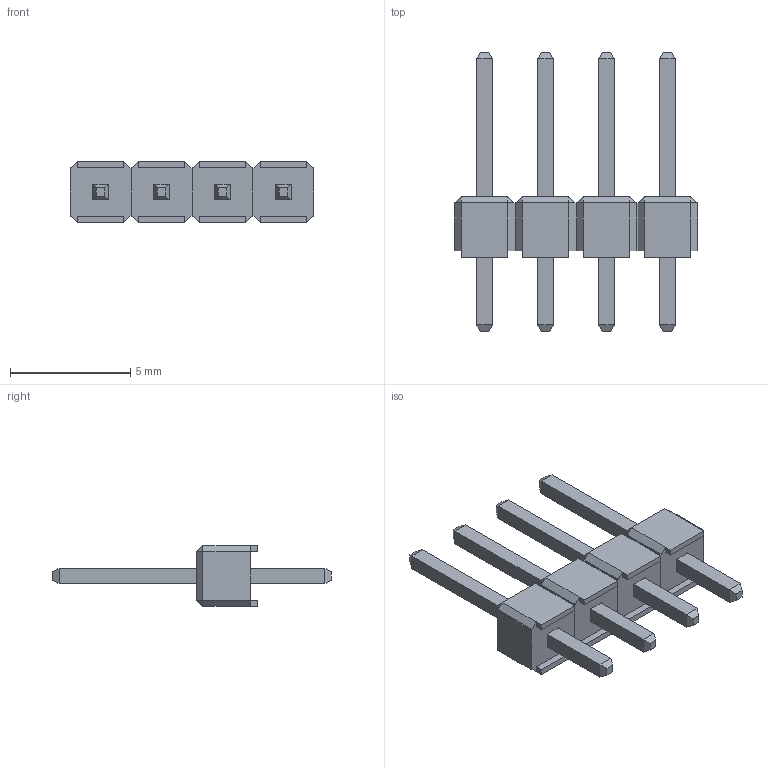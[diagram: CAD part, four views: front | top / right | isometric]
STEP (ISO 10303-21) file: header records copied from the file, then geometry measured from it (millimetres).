
FILE_DESCRIPTION(/* description */ (''),/* implementation_level */ '2;1');
FILE_NAME(/* name */ 'cn4_ipt_b405464.STEP',/* time_stamp */ '2021-11-25T09:42:42-03:00',/* author */ ('Gabriel'),/* organization */ (''),/* preprocessor_version */ 'ST-DEVELOPER v18.1',/* originating_system */ 'Autodesk Inventor 2020',/* authorisation */ '');
FILE_SCHEMA (('AUTOMOTIVE_DESIGN { 1 0 10303 214 3 1 1 }'));
Length unit declared in the file: millimetre
Products named in the file (1): cn4
Bounding box: 10.16 x 11.6 x 2.54 mm (x, y, z)
Volume: 71.2 mm3; surface area: 279.4 mm2
Topology: 8 solids, 8 shells, 200 faces, 440 edges, 256 vertices
Faces by surface type: plane 200
Entity records: 5296 total; most frequent: CARTESIAN_POINT 897, ORIENTED_EDGE 880, DIRECTION 842, LINE 440, VECTOR 440, EDGE_CURVE 440, VERTEX_POINT 256, EDGE_LOOP 208
